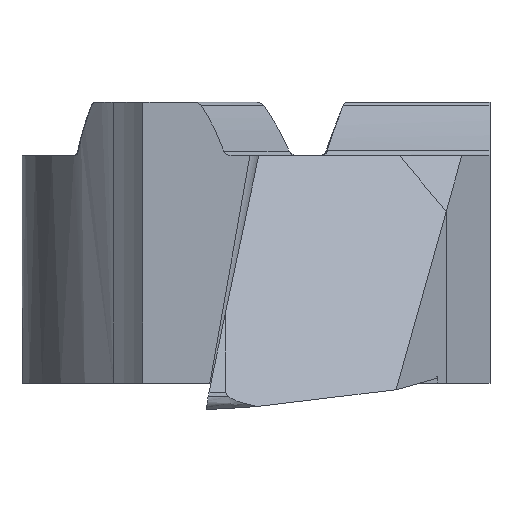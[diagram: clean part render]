
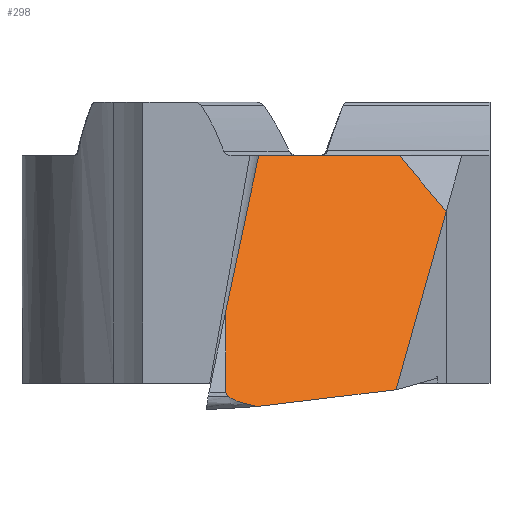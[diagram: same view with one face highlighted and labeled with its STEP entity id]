
A CAD part, left-side view. The second image highlights one B-rep face of the part: STEP entity #298.
In plain terms, the highlighted planar face has unit normal (-0.893, -0.343, 0.29).
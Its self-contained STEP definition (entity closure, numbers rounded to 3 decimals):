
#95=PLANE('',#2052);
#298=ADVANCED_FACE('',(#434),#95,.T.);
#434=FACE_OUTER_BOUND('',#538,.T.);
#538=EDGE_LOOP('',(#1273,#1274,#1275,#1276,#1277,#1278,#1279,#1280));
#620=LINE('',#3739,#717);
#625=LINE('',#3814,#722);
#631=LINE('',#3826,#728);
#634=LINE('',#3832,#731);
#635=LINE('',#3834,#732);
#636=LINE('',#3836,#733);
#717=VECTOR('',#2460,1.);
#722=VECTOR('',#2467,1.);
#728=VECTOR('',#2477,1.);
#731=VECTOR('',#2482,1.);
#732=VECTOR('',#2485,1.);
#733=VECTOR('',#2486,1.);
#1273=ORIENTED_EDGE('',*,*,#1747,.F.);
#1274=ORIENTED_EDGE('',*,*,#1748,.F.);
#1275=ORIENTED_EDGE('',*,*,#1749,.F.);
#1276=ORIENTED_EDGE('',*,*,#1744,.T.);
#1277=ORIENTED_EDGE('',*,*,#1728,.T.);
#1278=ORIENTED_EDGE('',*,*,#1730,.T.);
#1279=ORIENTED_EDGE('',*,*,#1732,.T.);
#1280=ORIENTED_EDGE('',*,*,#1738,.T.);
#1458=VERTEX_POINT('',#3736);
#1459=VERTEX_POINT('',#3738);
#1460=VERTEX_POINT('',#3742);
#1462=VERTEX_POINT('',#3773);
#1465=VERTEX_POINT('',#3813);
#1468=VERTEX_POINT('',#3822);
#1471=VERTEX_POINT('',#3831);
#1472=VERTEX_POINT('',#3835);
#1728=EDGE_CURVE('',#1458,#1459,#620,.T.);
#1730=EDGE_CURVE('',#1459,#1460,#1850,.T.);
#1732=EDGE_CURVE('',#1460,#1462,#1852,.T.);
#1738=EDGE_CURVE('',#1462,#1465,#625,.T.);
#1744=EDGE_CURVE('',#1468,#1458,#631,.T.);
#1747=EDGE_CURVE('',#1471,#1465,#634,.T.);
#1748=EDGE_CURVE('',#1472,#1471,#635,.T.);
#1749=EDGE_CURVE('',#1468,#1472,#636,.T.);
#1850=B_SPLINE_CURVE_WITH_KNOTS('',3,(#3744,#3745,#3746,#3747,#3748,#3749,
#3750,#3751,#3752,#3753),.UNSPECIFIED.,.F.,.F.,(4,2,2,2,4),(0.,0.21,
0.48,0.942,1.),.UNSPECIFIED.);
#1852=B_SPLINE_CURVE_WITH_KNOTS('',3,(#3766,#3767,#3768,#3769,#3770,#3771,
#3772),.UNSPECIFIED.,.F.,.F.,(4,3,4),(0.,0.208,1.),
 .UNSPECIFIED.);
#2052=AXIS2_PLACEMENT_3D('',#3837,#2487,#2488);
#2460=DIRECTION('',(-0.309,0.,-0.951));
#2467=DIRECTION('',(0.387,-0.915,0.111));
#2477=DIRECTION('',(-0.369,0.193,-0.909));
#2482=DIRECTION('',(-0.385,0.25,-0.889));
#2485=DIRECTION('',(0.,-0.646,-0.763));
#2486=DIRECTION('',(0.358,-0.934,0.));
#2487=DIRECTION('',(-0.893,-0.343,0.29));
#2488=DIRECTION('',(0.358,-0.934,0.));
#3736=CARTESIAN_POINT('',(-5.156,0.45,-2.314));
#3738=CARTESIAN_POINT('',(-5.553,0.45,-3.538));
#3739=CARTESIAN_POINT('',(-5.553,0.45,-3.538));
#3742=CARTESIAN_POINT('',(-5.558,0.411,-3.6));
#3744=CARTESIAN_POINT('',(-5.553,0.45,-3.538));
#3745=CARTESIAN_POINT('',(-5.555,0.45,-3.543));
#3746=CARTESIAN_POINT('',(-5.556,0.449,-3.549));
#3747=CARTESIAN_POINT('',(-5.559,0.445,-3.56));
#3748=CARTESIAN_POINT('',(-5.559,0.442,-3.566));
#3749=CARTESIAN_POINT('',(-5.56,0.431,-3.581));
#3750=CARTESIAN_POINT('',(-5.56,0.423,-3.59));
#3751=CARTESIAN_POINT('',(-5.559,0.413,-3.598));
#3752=CARTESIAN_POINT('',(-5.558,0.412,-3.599));
#3753=CARTESIAN_POINT('',(-5.558,0.411,-3.6));
#3766=CARTESIAN_POINT('',(-5.558,0.411,-3.6));
#3767=CARTESIAN_POINT('',(-5.555,0.385,-3.621));
#3768=CARTESIAN_POINT('',(-5.549,0.355,-3.636));
#3769=CARTESIAN_POINT('',(-5.542,0.325,-3.65));
#3770=CARTESIAN_POINT('',(-5.515,0.212,-3.7));
#3771=CARTESIAN_POINT('',(-5.477,0.092,-3.727));
#3772=CARTESIAN_POINT('',(-5.439,-0.027,-3.748));
#3773=CARTESIAN_POINT('',(-5.439,-0.027,-3.748));
#3813=CARTESIAN_POINT('',(-4.563,-2.095,-3.498));
#3814=CARTESIAN_POINT('',(-5.594,0.34,-3.793));
#3822=CARTESIAN_POINT('',(-4.216,-0.04,0.));
#3826=CARTESIAN_POINT('',(-5.621,0.693,-3.459));
#3831=CARTESIAN_POINT('',(-3.407,-2.846,-0.827));
#3832=CARTESIAN_POINT('',(-4.306,-2.263,-2.902));
#3834=CARTESIAN_POINT('',(-3.407,-2.807,-0.781));
#3835=CARTESIAN_POINT('',(-3.407,-2.146,0.));
#3836=CARTESIAN_POINT('',(-3.688,-1.416,0.));
#3837=CARTESIAN_POINT('',(-5.553,0.45,-3.538));
